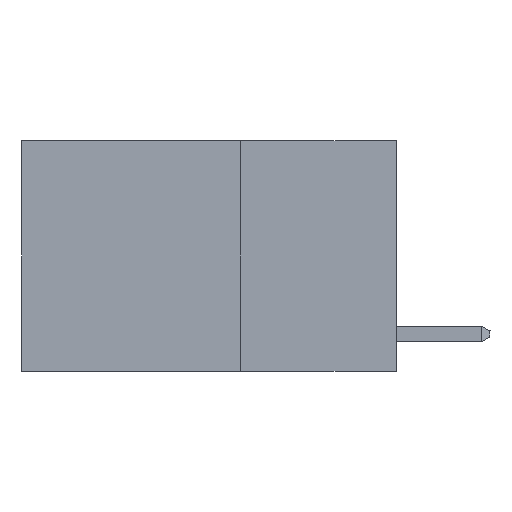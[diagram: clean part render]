
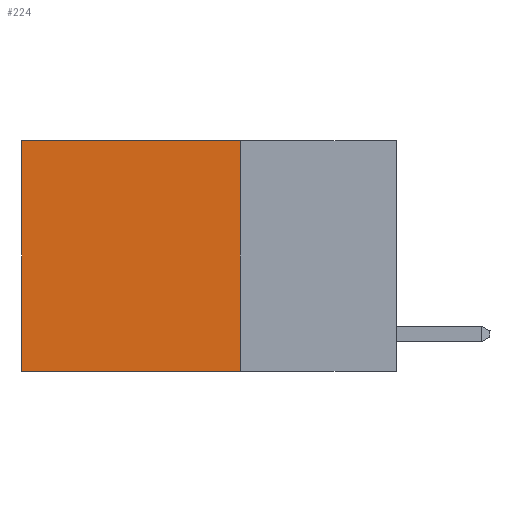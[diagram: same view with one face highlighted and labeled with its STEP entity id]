
A CAD part, left-side view. The second image highlights one B-rep face of the part: STEP entity #224.
In plain terms, the highlighted planar face has unit normal (-1, 0, 0).
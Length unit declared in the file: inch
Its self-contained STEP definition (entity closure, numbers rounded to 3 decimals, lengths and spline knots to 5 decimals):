
#224 = ADVANCED_FACE ( 'NONE', ( #7700 ), #8409, .F. ) ;
#237 = CARTESIAN_POINT ( 'NONE',  ( 0.2625, 0.25, 0. ) ) ;
#1120 = CARTESIAN_POINT ( 'NONE',  ( 0.2625, 0.6, -0.37 ) ) ;
#1379 = VERTEX_POINT ( 'NONE', #15106 ) ;
#1907 = LINE ( 'NONE', #10729, #4342 ) ;
#2468 = EDGE_CURVE ( 'NONE', #1379, #13396, #7233, .T. ) ;
#2861 = LINE ( 'NONE', #4265, #8430 ) ;
#4158 = DIRECTION ( 'NONE',  ( 1., 0., 0. ) ) ;
#4265 = CARTESIAN_POINT ( 'NONE',  ( 0.2625, 0.25, -0.37 ) ) ;
#4342 = VECTOR ( 'NONE', #9608, 39.37008 ) ;
#4712 = ORIENTED_EDGE ( 'NONE', *, *, #8358, .T. ) ;
#4931 = DIRECTION ( 'NONE',  ( 0., 0., -1. ) ) ;
#5198 = DIRECTION ( 'NONE',  ( 0., 1., 0. ) ) ;
#5671 = EDGE_LOOP ( 'NONE', ( #4712, #9149, #9125, #5723 ) ) ;
#5723 = ORIENTED_EDGE ( 'NONE', *, *, #7988, .T. ) ;
#5789 = CARTESIAN_POINT ( 'NONE',  ( 0.2625, 0.6, 0. ) ) ;
#5909 = AXIS2_PLACEMENT_3D ( 'NONE', #10872, #4158, #7687 ) ;
#7233 = LINE ( 'NONE', #237, #12640 ) ;
#7687 = DIRECTION ( 'NONE',  ( 0., 0., -1. ) ) ;
#7700 = FACE_OUTER_BOUND ( 'NONE', #5671, .T. ) ;
#7988 = EDGE_CURVE ( 'NONE', #1379, #8528, #11454, .T. ) ;
#8358 = EDGE_CURVE ( 'NONE', #8528, #12665, #1907, .T. ) ;
#8409 = PLANE ( 'NONE',  #5909 ) ;
#8430 = VECTOR ( 'NONE', #5198, 39.37008 ) ;
#8528 = VERTEX_POINT ( 'NONE', #5789 ) ;
#9125 = ORIENTED_EDGE ( 'NONE', *, *, #2468, .F. ) ;
#9149 = ORIENTED_EDGE ( 'NONE', *, *, #12921, .F. ) ;
#9608 = DIRECTION ( 'NONE',  ( 0., 0., -1. ) ) ;
#10729 = CARTESIAN_POINT ( 'NONE',  ( 0.2625, 0.6, 0. ) ) ;
#10872 = CARTESIAN_POINT ( 'NONE',  ( 0.2625, 0.25, 0. ) ) ;
#11220 = CARTESIAN_POINT ( 'NONE',  ( 0.2625, 0.25, -0.37 ) ) ;
#11454 = LINE ( 'NONE', #13681, #11804 ) ;
#11804 = VECTOR ( 'NONE', #13981, 39.37008 ) ;
#12640 = VECTOR ( 'NONE', #4931, 39.37008 ) ;
#12665 = VERTEX_POINT ( 'NONE', #1120 ) ;
#12921 = EDGE_CURVE ( 'NONE', #13396, #12665, #2861, .T. ) ;
#13396 = VERTEX_POINT ( 'NONE', #11220 ) ;
#13681 = CARTESIAN_POINT ( 'NONE',  ( 0.2625, 0.25, 0. ) ) ;
#13981 = DIRECTION ( 'NONE',  ( 0., 1., 0. ) ) ;
#15106 = CARTESIAN_POINT ( 'NONE',  ( 0.2625, 0.25, 0. ) ) ;
